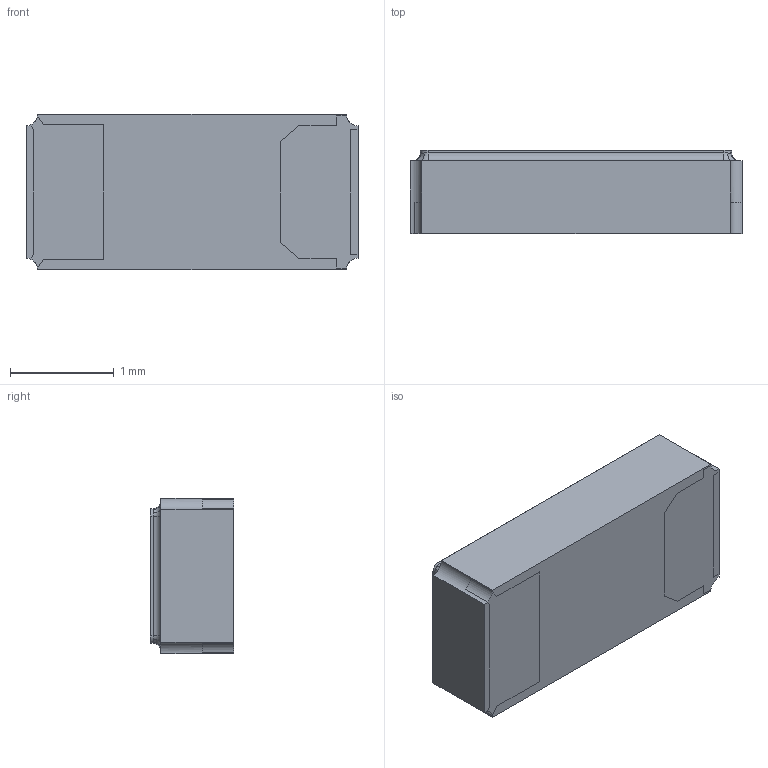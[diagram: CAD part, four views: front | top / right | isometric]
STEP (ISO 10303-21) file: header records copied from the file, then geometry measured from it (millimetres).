
FILE_DESCRIPTION (( 'STEP AP214' ), '1' );
FILE_NAME ('NX3215SA-32.768K-EXS00A-MU00003.STEP', '2021-08-03T10:05:31', ( '' ), ( '' ), 'SwSTEP 2.0', 'SolidWorks 2018', '' );
FILE_SCHEMA (( 'AUTOMOTIVE_DESIGN' ));
Length unit declared in the file: millimetre
Products named in the file (2): NX3215SA-32.768K-EXS00A-MU00003
Bounding box: 3.2 x 0.8 x 1.5 mm (x, y, z)
Volume: 3.7 mm3; surface area: 24.8 mm2
Topology: 3 solids, 3 shells, 92 faces, 242 edges, 156 vertices
Faces by surface type: plane 64, cylinder 16, torus 8, bspline 4
Entity records: 3983 total; most frequent: CARTESIAN_POINT 596, ORIENTED_EDGE 484, DIRECTION 484, EDGE_CURVE 242, LINE 172, VECTOR 172, AXIS2_PLACEMENT_3D 156, VERTEX_POINT 156
